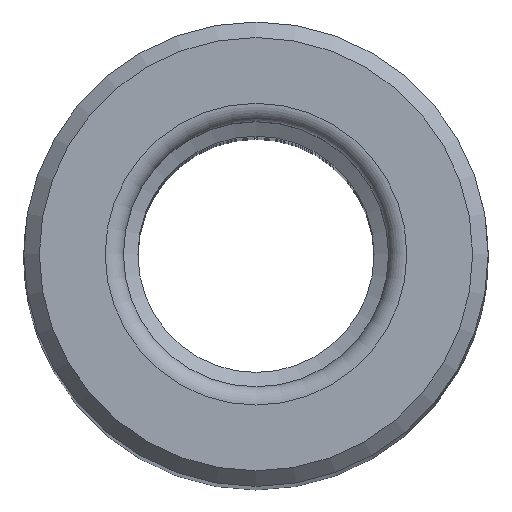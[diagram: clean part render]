
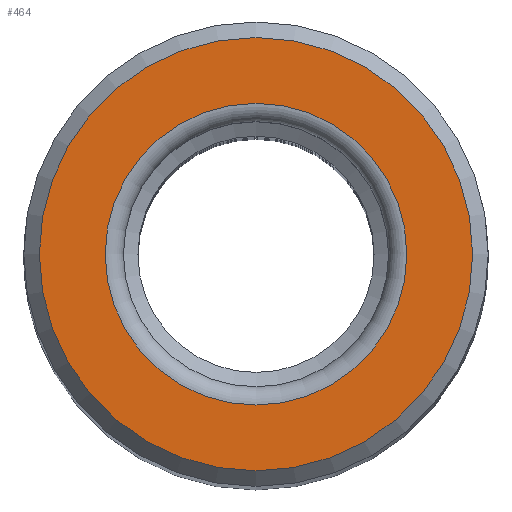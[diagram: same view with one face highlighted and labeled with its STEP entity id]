
A CAD part, top view. The second image highlights one B-rep face of the part: STEP entity #464.
In plain terms, the highlighted planar face has unit normal (0, 0, 1).
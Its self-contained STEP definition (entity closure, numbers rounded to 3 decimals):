
#29=PLANE('',#507);
#80=ORIENTED_EDGE('',*,*,#134,.F.);
#81=ORIENTED_EDGE('',*,*,#135,.T.);
#134=EDGE_CURVE('',#164,#164,#182,.T.);
#135=EDGE_CURVE('',#165,#165,#183,.F.);
#164=VERTEX_POINT('',#680);
#165=VERTEX_POINT('',#682);
#182=CIRCLE('',#508,8.25);
#183=CIRCLE('',#509,11.85);
#208=EDGE_LOOP('',(#80));
#209=EDGE_LOOP('',(#81));
#252=FACE_BOUND('',#208,.T.);
#253=FACE_BOUND('',#209,.T.);
#464=ADVANCED_FACE('',(#252,#253),#29,.F.);
#507=AXIS2_PLACEMENT_3D('',#678,#581,#582);
#508=AXIS2_PLACEMENT_3D('',#679,#583,#584);
#509=AXIS2_PLACEMENT_3D('',#681,#585,#586);
#581=DIRECTION('',(0.,0.,-1.));
#582=DIRECTION('',(-1.,0.,0.));
#583=DIRECTION('',(0.,0.,1.));
#584=DIRECTION('',(1.,0.,0.));
#585=DIRECTION('',(0.,0.,-1.));
#586=DIRECTION('',(-1.,0.,0.));
#678=CARTESIAN_POINT('',(12.7,0.,139.5));
#679=CARTESIAN_POINT('',(0.,0.,139.5));
#680=CARTESIAN_POINT('',(8.25,0.,139.5));
#681=CARTESIAN_POINT('',(0.,0.,139.5));
#682=CARTESIAN_POINT('',(-11.85,0.,139.5));
